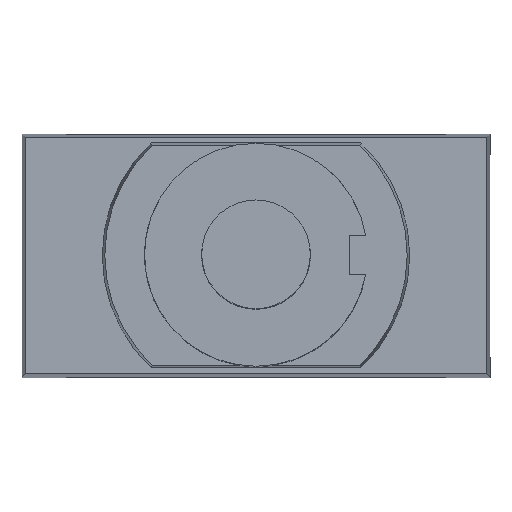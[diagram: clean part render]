
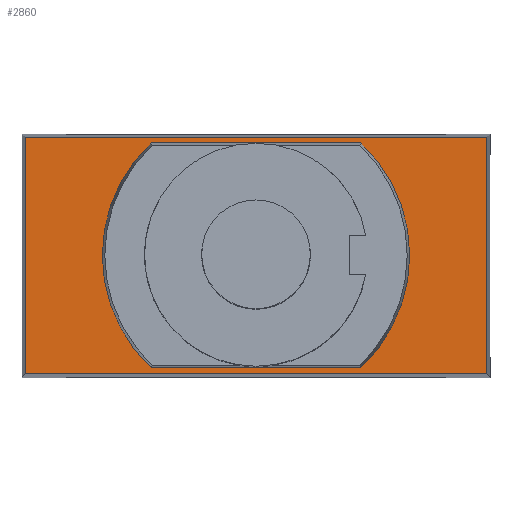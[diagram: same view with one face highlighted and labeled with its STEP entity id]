
A CAD part, top view. The second image highlights one B-rep face of the part: STEP entity #2860.
In plain terms, the highlighted planar face has unit normal (0, 0, 1).
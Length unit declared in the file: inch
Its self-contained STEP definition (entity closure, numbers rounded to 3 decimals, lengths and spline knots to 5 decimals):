
#2207=CARTESIAN_POINT('',(0.11196,0.12008,0.40945));
#2208=VERTEX_POINT('',#2207);
#2215=CARTESIAN_POINT('',(-0.11196,0.12008,0.40945));
#2216=VERTEX_POINT('',#2215);
#2217=CARTESIAN_POINT('',(-0.11196,0.12008,0.40945));
#2218=DIRECTION('',(1.0,0.0,0.0));
#2219=VECTOR('',#2218,0.22391);
#2220=LINE('',#2217,#2219);
#2221=EDGE_CURVE('',#2216,#2208,#2220,.T.);
#2238=CARTESIAN_POINT('',(0.11196,-0.12008,0.40945));
#2239=VERTEX_POINT('',#2238);
#2246=CARTESIAN_POINT('',(0.,0.,0.40945));
#2247=DIRECTION('',(0.0,0.0,-1.0));
#2248=DIRECTION('',(0.682,-0.731,0.0));
#2249=AXIS2_PLACEMENT_3D('',#2246,#2247,#2248);
#2250=CIRCLE('',#2249,0.16417);
#2251=EDGE_CURVE('',#2208,#2239,#2250,.T.);
#2265=CARTESIAN_POINT('',(-0.11196,-0.12008,0.40945));
#2266=VERTEX_POINT('',#2265);
#2273=CARTESIAN_POINT('',(0.11196,-0.12008,0.40945));
#2274=DIRECTION('',(-1.0,0.0,0.0));
#2275=VECTOR('',#2274,0.22391);
#2276=LINE('',#2273,#2275);
#2277=EDGE_CURVE('',#2239,#2266,#2276,.T.);
#2290=CARTESIAN_POINT('',(0.,0.,0.40945));
#2291=DIRECTION('',(0.0,0.0,-1.0));
#2292=DIRECTION('',(-0.682,0.731,0.0));
#2293=AXIS2_PLACEMENT_3D('',#2290,#2291,#2292);
#2294=CIRCLE('',#2293,0.16417);
#2295=EDGE_CURVE('',#2266,#2216,#2294,.T.);
#2651=CARTESIAN_POINT('',(-0.24643,-0.12635,0.40945));
#2652=VERTEX_POINT('',#2651);
#2659=CARTESIAN_POINT('',(-0.24643,0.12635,0.40945));
#2660=VERTEX_POINT('',#2659);
#2661=CARTESIAN_POINT('',(-0.24643,-0.12635,0.40945));
#2662=DIRECTION('',(0.0,1.0,0.0));
#2663=VECTOR('',#2662,0.2527);
#2664=LINE('',#2661,#2663);
#2665=EDGE_CURVE('',#2652,#2660,#2664,.T.);
#2775=CARTESIAN_POINT('',(0.24643,-0.12635,0.40945));
#2776=VERTEX_POINT('',#2775);
#2783=CARTESIAN_POINT('',(0.24643,-0.12635,0.40945));
#2784=DIRECTION('',(-1.0,0.0,0.0));
#2785=VECTOR('',#2784,0.49285);
#2786=LINE('',#2783,#2785);
#2787=EDGE_CURVE('',#2776,#2652,#2786,.T.);
#2802=CARTESIAN_POINT('',(0.24643,0.12635,0.40945));
#2803=VERTEX_POINT('',#2802);
#2804=CARTESIAN_POINT('',(-0.24643,0.12635,0.40945));
#2805=DIRECTION('',(1.0,0.0,0.0));
#2806=VECTOR('',#2805,0.49285);
#2807=LINE('',#2804,#2806);
#2808=EDGE_CURVE('',#2660,#2803,#2807,.T.);
#2830=CARTESIAN_POINT('',(0.24643,0.12635,0.40945));
#2831=DIRECTION('',(0.0,-1.0,0.0));
#2832=VECTOR('',#2831,0.2527);
#2833=LINE('',#2830,#2832);
#2834=EDGE_CURVE('',#2803,#2776,#2833,.T.);
#2843=CARTESIAN_POINT('',(-0.27107,-0.13898,0.40945));
#2844=DIRECTION('',(0.0,0.0,1.0));
#2845=DIRECTION('',(1.0,0.0,0.0));
#2846=AXIS2_PLACEMENT_3D('',#2843,#2844,#2845);
#2847=PLANE('',#2846);
#2848=ORIENTED_EDGE('',*,*,#2665,.F.);
#2849=ORIENTED_EDGE('',*,*,#2787,.F.);
#2850=ORIENTED_EDGE('',*,*,#2834,.F.);
#2851=ORIENTED_EDGE('',*,*,#2808,.F.);
#2852=EDGE_LOOP('',(#2848,#2849,#2850,#2851));
#2853=FACE_OUTER_BOUND('',#2852,.T.);
#2854=ORIENTED_EDGE('',*,*,#2221,.T.);
#2855=ORIENTED_EDGE('',*,*,#2251,.T.);
#2856=ORIENTED_EDGE('',*,*,#2277,.T.);
#2857=ORIENTED_EDGE('',*,*,#2295,.T.);
#2858=EDGE_LOOP('',(#2854,#2855,#2856,#2857));
#2859=FACE_BOUND('',#2858,.T.);
#2860=ADVANCED_FACE('',(#2853,#2859),#2847,.T.);
